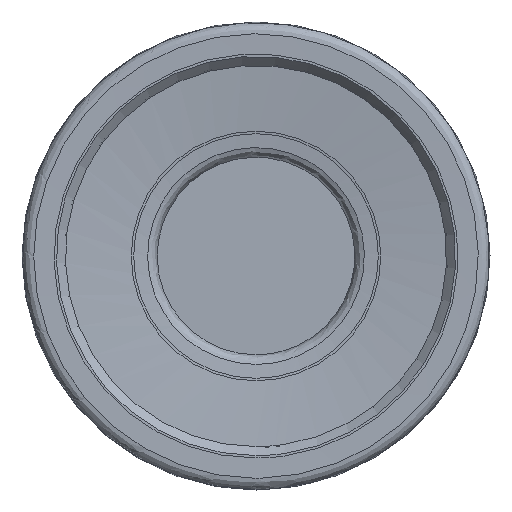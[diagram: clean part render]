
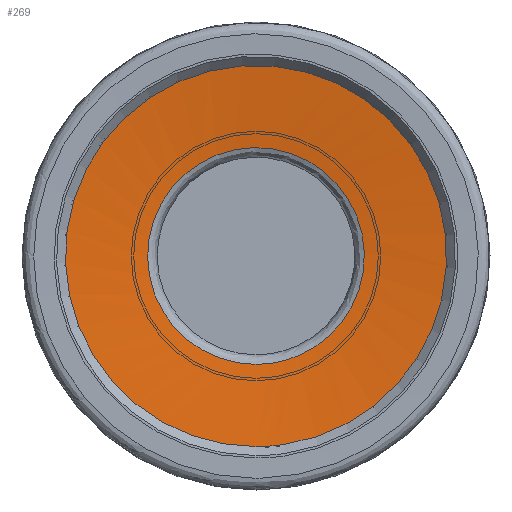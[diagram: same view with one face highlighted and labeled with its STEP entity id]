
A CAD part, left-side view. The second image highlights one B-rep face of the part: STEP entity #269.
In plain terms, the highlighted face is a revolution surface.
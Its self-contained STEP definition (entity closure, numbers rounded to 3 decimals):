
#27=B_SPLINE_CURVE_WITH_KNOTS('',3,(#705,#706,#707,#708),.UNSPECIFIED.,
 .F.,.F.,(4,4),(0.,1.),.UNSPECIFIED.);
#43=SURFACE_OF_REVOLUTION('',#27,#57);
#57=AXIS1_PLACEMENT('',#709,#591);
#239=FACE_BOUND('',#322,.T.);
#240=FACE_BOUND('',#323,.T.);
#269=ADVANCED_FACE('',(#239,#240),#43,.T.);
#322=EDGE_LOOP('',(#374));
#323=EDGE_LOOP('',(#375));
#374=ORIENTED_EDGE('',*,*,#430,.F.);
#375=ORIENTED_EDGE('',*,*,#429,.T.);
#403=VERTEX_POINT('',#697);
#404=VERTEX_POINT('',#704);
#429=EDGE_CURVE('',#403,#403,#455,.T.);
#430=EDGE_CURVE('',#404,#404,#456,.T.);
#455=CIRCLE('',#495,4.643);
#456=CIRCLE('',#496,8.166);
#495=AXIS2_PLACEMENT_3D('',#696,#586,#587);
#496=AXIS2_PLACEMENT_3D('',#703,#589,#590);
#586=DIRECTION('',(1.,0.,0.));
#587=DIRECTION('',(0.,0.,-1.));
#589=DIRECTION('',(1.,0.,0.));
#590=DIRECTION('',(0.,0.,-1.));
#591=DIRECTION('',(1.,0.,0.));
#696=CARTESIAN_POINT('',(0.836,0.,0.));
#697=CARTESIAN_POINT('',(0.836,0.,-4.643));
#703=CARTESIAN_POINT('',(0.454,0.,0.));
#704=CARTESIAN_POINT('',(0.454,0.,-8.166));
#705=CARTESIAN_POINT('',(0.836,-4.451,1.324));
#706=CARTESIAN_POINT('',(0.71,-5.685,1.023));
#707=CARTESIAN_POINT('',(0.582,-6.92,0.722));
#708=CARTESIAN_POINT('',(0.454,-8.155,0.421));
#709=CARTESIAN_POINT('',(9.279,0.,0.));
